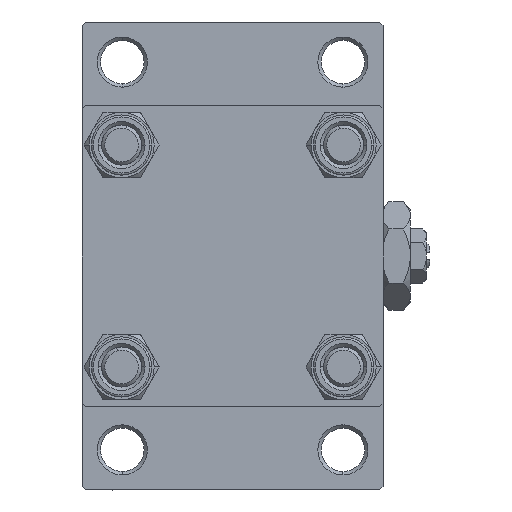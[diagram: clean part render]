
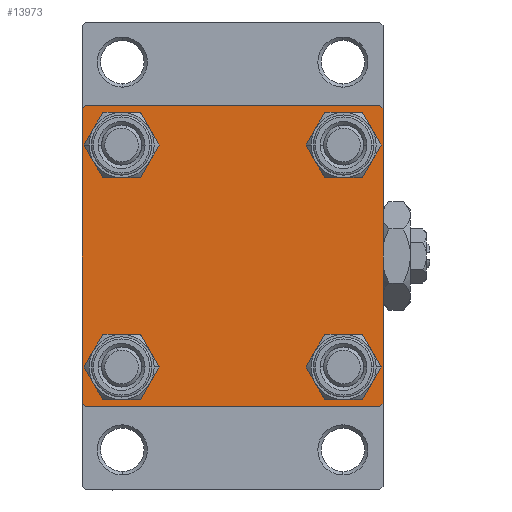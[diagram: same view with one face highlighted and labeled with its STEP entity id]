
A CAD part, left-side view. The second image highlights one B-rep face of the part: STEP entity #13973.
In plain terms, the highlighted planar face has unit normal (-1, 0, 0).
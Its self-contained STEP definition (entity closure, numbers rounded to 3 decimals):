
#320 = CARTESIAN_POINT ( 'NONE',  ( 0., -16.6, -16.6 ) ) ;
#1097 = CARTESIAN_POINT ( 'NONE',  ( 0., 16.6, -20.1 ) ) ;
#1507 = FACE_BOUND ( 'NONE', #18106, .T. ) ;
#1794 = DIRECTION ( 'NONE',  ( 0., 0.707, 0.707 ) ) ;
#2888 = CARTESIAN_POINT ( 'NONE',  ( 0., 22., 22.5 ) ) ;
#2965 = VERTEX_POINT ( 'NONE', #29747 ) ;
#3044 = CARTESIAN_POINT ( 'NONE',  ( 0., -22.5, -22. ) ) ;
#3188 = DIRECTION ( 'NONE',  ( 1., 0., 0. ) ) ;
#3223 = CARTESIAN_POINT ( 'NONE',  ( 0., 22.5, 22. ) ) ;
#4022 = LINE ( 'NONE', #14676, #40378 ) ;
#4226 = AXIS2_PLACEMENT_3D ( 'NONE', #44861, #3188, #18318 ) ;
#4328 = VERTEX_POINT ( 'NONE', #17751 ) ;
#4510 = VERTEX_POINT ( 'NONE', #30905 ) ;
#6567 = CARTESIAN_POINT ( 'NONE',  ( 0., -22.5, 22. ) ) ;
#6687 = AXIS2_PLACEMENT_3D ( 'NONE', #48999, #18214, #11031 ) ;
#6863 = DIRECTION ( 'NONE',  ( 0., 0., 1. ) ) ;
#7045 = DIRECTION ( 'NONE',  ( 0., 0., 1. ) ) ;
#7875 = CARTESIAN_POINT ( 'NONE',  ( 0., 16.6, -13.1 ) ) ;
#8184 = VERTEX_POINT ( 'NONE', #3044 ) ;
#8403 = EDGE_CURVE ( 'NONE', #15803, #2965, #28556, .T. ) ;
#8509 = VECTOR ( 'NONE', #14162, 1000. ) ;
#9430 = CIRCLE ( 'NONE', #21281, 3.5 ) ;
#9884 = EDGE_CURVE ( 'NONE', #12331, #4328, #39986, .T. ) ;
#9957 = CARTESIAN_POINT ( 'NONE',  ( 0., -22.25, 22.25 ) ) ;
#10062 = VERTEX_POINT ( 'NONE', #35959 ) ;
#10587 = DIRECTION ( 'NONE',  ( 1., 0., 0. ) ) ;
#10627 = ORIENTED_EDGE ( 'NONE', *, *, #9884, .T. ) ;
#10706 = CARTESIAN_POINT ( 'NONE',  ( 0., 22.25, -22.25 ) ) ;
#10716 = DIRECTION ( 'NONE',  ( 0., 0.707, -0.707 ) ) ;
#10830 = DIRECTION ( 'NONE',  ( 0., 0., 1. ) ) ;
#11031 = DIRECTION ( 'NONE',  ( 0., 0., 1. ) ) ;
#11083 = CARTESIAN_POINT ( 'NONE',  ( 0., -16.6, 16.6 ) ) ;
#11202 = LINE ( 'NONE', #10706, #38569 ) ;
#11416 = EDGE_CURVE ( 'NONE', #35321, #41430, #9430, .T. ) ;
#11625 = AXIS2_PLACEMENT_3D ( 'NONE', #320, #11971, #19657 ) ;
#11971 = DIRECTION ( 'NONE',  ( 1., 0., 0. ) ) ;
#12116 = ORIENTED_EDGE ( 'NONE', *, *, #13815, .T. ) ;
#12221 = ORIENTED_EDGE ( 'NONE', *, *, #16994, .T. ) ;
#12331 = VERTEX_POINT ( 'NONE', #6567 ) ;
#12681 = LINE ( 'NONE', #27809, #26141 ) ;
#12793 = ORIENTED_EDGE ( 'NONE', *, *, #11416, .T. ) ;
#12853 = VECTOR ( 'NONE', #45562, 1000. ) ;
#13802 = DIRECTION ( 'NONE',  ( 0., 0., 1. ) ) ;
#13815 = EDGE_CURVE ( 'NONE', #46436, #15803, #4022, .T. ) ;
#13943 = EDGE_CURVE ( 'NONE', #46436, #4328, #12681, .T. ) ;
#13973 = ADVANCED_FACE ( 'NONE', ( #1507, #45704, #30567, #26853, #20605 ), #44155, .T. ) ;
#14162 = DIRECTION ( 'NONE',  ( 0., -1., 0. ) ) ;
#14676 = CARTESIAN_POINT ( 'NONE',  ( 0., 22.25, 22.25 ) ) ;
#15532 = CARTESIAN_POINT ( 'NONE',  ( 0., -16.6, -13.1 ) ) ;
#15803 = VERTEX_POINT ( 'NONE', #3223 ) ;
#16713 = CIRCLE ( 'NONE', #41300, 3.5 ) ;
#16737 = ORIENTED_EDGE ( 'NONE', *, *, #43026, .T. ) ;
#16994 = EDGE_CURVE ( 'NONE', #38081, #35027, #16713, .T. ) ;
#17005 = EDGE_CURVE ( 'NONE', #27477, #27229, #35733, .T. ) ;
#17262 = VERTEX_POINT ( 'NONE', #38490 ) ;
#17384 = CARTESIAN_POINT ( 'NONE',  ( 0., 22.5, 22.5 ) ) ;
#17437 = CARTESIAN_POINT ( 'NONE',  ( 0., 16.6, 13.1 ) ) ;
#17751 = CARTESIAN_POINT ( 'NONE',  ( 0., -22., 22.5 ) ) ;
#18016 = VECTOR ( 'NONE', #32525, 1000. ) ;
#18036 = DIRECTION ( 'NONE',  ( 1., 0., 0. ) ) ;
#18106 = EDGE_LOOP ( 'NONE', ( #20483, #41497 ) ) ;
#18214 = DIRECTION ( 'NONE',  ( 1., 0., 0. ) ) ;
#18318 = DIRECTION ( 'NONE',  ( 0., 0., 1. ) ) ;
#18551 = ORIENTED_EDGE ( 'NONE', *, *, #19655, .T. ) ;
#19655 = EDGE_CURVE ( 'NONE', #35027, #38081, #29371, .T. ) ;
#19657 = DIRECTION ( 'NONE',  ( 0., 0., 1. ) ) ;
#20021 = ORIENTED_EDGE ( 'NONE', *, *, #41625, .T. ) ;
#20483 = ORIENTED_EDGE ( 'NONE', *, *, #35174, .T. ) ;
#20605 = FACE_OUTER_BOUND ( 'NONE', #36893, .T. ) ;
#21277 = DIRECTION ( 'NONE',  ( 0., 0., 1. ) ) ;
#21281 = AXIS2_PLACEMENT_3D ( 'NONE', #39869, #24732, #13802 ) ;
#23627 = EDGE_CURVE ( 'NONE', #17262, #8184, #38844, .T. ) ;
#23719 = ORIENTED_EDGE ( 'NONE', *, *, #42584, .T. ) ;
#24571 = DIRECTION ( 'NONE',  ( -1., 0., 0. ) ) ;
#24732 = DIRECTION ( 'NONE',  ( 1., 0., 0. ) ) ;
#25606 = CIRCLE ( 'NONE', #4226, 3.5 ) ;
#25829 = CARTESIAN_POINT ( 'NONE',  ( 0., 22.5, -22.5 ) ) ;
#25901 = CARTESIAN_POINT ( 'NONE',  ( 0., 16.6, 16.6 ) ) ;
#26033 = CARTESIAN_POINT ( 'NONE',  ( 0., -22.5, 22.5 ) ) ;
#26141 = VECTOR ( 'NONE', #39218, 1000. ) ;
#26853 = FACE_BOUND ( 'NONE', #36325, .T. ) ;
#27034 = AXIS2_PLACEMENT_3D ( 'NONE', #32925, #18036, #21277 ) ;
#27229 = VERTEX_POINT ( 'NONE', #42936 ) ;
#27477 = VERTEX_POINT ( 'NONE', #43539 ) ;
#27738 = AXIS2_PLACEMENT_3D ( 'NONE', #43912, #24571, #32263 ) ;
#27809 = CARTESIAN_POINT ( 'NONE',  ( 0., 22.5, 22.5 ) ) ;
#28371 = VECTOR ( 'NONE', #1794, 1000. ) ;
#28556 = LINE ( 'NONE', #17384, #18016 ) ;
#28944 = EDGE_CURVE ( 'NONE', #12331, #8184, #45391, .T. ) ;
#29371 = CIRCLE ( 'NONE', #27034, 3.5 ) ;
#29747 = CARTESIAN_POINT ( 'NONE',  ( 0., 22.5, -22. ) ) ;
#29801 = CIRCLE ( 'NONE', #11625, 3.5 ) ;
#30567 = FACE_BOUND ( 'NONE', #35764, .T. ) ;
#30905 = CARTESIAN_POINT ( 'NONE',  ( 0., 22., -22.5 ) ) ;
#31772 = EDGE_CURVE ( 'NONE', #39040, #10062, #25606, .T. ) ;
#32263 = DIRECTION ( 'NONE',  ( 0., 0., 1. ) ) ;
#32410 = ORIENTED_EDGE ( 'NONE', *, *, #31772, .T. ) ;
#32525 = DIRECTION ( 'NONE',  ( 0., 0., -1. ) ) ;
#32925 = CARTESIAN_POINT ( 'NONE',  ( 0., 16.6, -16.6 ) ) ;
#32950 = CIRCLE ( 'NONE', #44042, 3.5 ) ;
#34341 = VECTOR ( 'NONE', #41173, 1000. ) ;
#35027 = VERTEX_POINT ( 'NONE', #7875 ) ;
#35174 = EDGE_CURVE ( 'NONE', #27229, #27477, #38394, .T. ) ;
#35321 = VERTEX_POINT ( 'NONE', #36288 ) ;
#35733 = CIRCLE ( 'NONE', #42094, 3.5 ) ;
#35764 = EDGE_LOOP ( 'NONE', ( #18551, #12221 ) ) ;
#35841 = ORIENTED_EDGE ( 'NONE', *, *, #8403, .T. ) ;
#35959 = CARTESIAN_POINT ( 'NONE',  ( 0., 16.6, 20.1 ) ) ;
#36288 = CARTESIAN_POINT ( 'NONE',  ( 0., -16.6, -20.1 ) ) ;
#36325 = EDGE_LOOP ( 'NONE', ( #23719, #32410 ) ) ;
#36893 = EDGE_LOOP ( 'NONE', ( #35841, #16737, #20021, #40361, #44221, #10627, #45474, #12116 ) ) ;
#37737 = LINE ( 'NONE', #25829, #8509 ) ;
#38081 = VERTEX_POINT ( 'NONE', #1097 ) ;
#38355 = CARTESIAN_POINT ( 'NONE',  ( 0., -22.25, -22.25 ) ) ;
#38394 = CIRCLE ( 'NONE', #6687, 3.5 ) ;
#38490 = CARTESIAN_POINT ( 'NONE',  ( 0., -22., -22.5 ) ) ;
#38569 = VECTOR ( 'NONE', #41478, 1000. ) ;
#38844 = LINE ( 'NONE', #38355, #12853 ) ;
#39040 = VERTEX_POINT ( 'NONE', #17437 ) ;
#39076 = EDGE_CURVE ( 'NONE', #41430, #35321, #29801, .T. ) ;
#39218 = DIRECTION ( 'NONE',  ( 0., -1., 0. ) ) ;
#39869 = CARTESIAN_POINT ( 'NONE',  ( 0., -16.6, -16.6 ) ) ;
#39986 = LINE ( 'NONE', #9957, #28371 ) ;
#40361 = ORIENTED_EDGE ( 'NONE', *, *, #23627, .T. ) ;
#40378 = VECTOR ( 'NONE', #10716, 1000. ) ;
#41041 = DIRECTION ( 'NONE',  ( 1., 0., 0. ) ) ;
#41106 = DIRECTION ( 'NONE',  ( 1., 0., 0. ) ) ;
#41173 = DIRECTION ( 'NONE',  ( 0., 0., -1. ) ) ;
#41300 = AXIS2_PLACEMENT_3D ( 'NONE', #41603, #10587, #10830 ) ;
#41430 = VERTEX_POINT ( 'NONE', #15532 ) ;
#41478 = DIRECTION ( 'NONE',  ( 0., -0.707, -0.707 ) ) ;
#41497 = ORIENTED_EDGE ( 'NONE', *, *, #17005, .T. ) ;
#41603 = CARTESIAN_POINT ( 'NONE',  ( 0., 16.6, -16.6 ) ) ;
#41625 = EDGE_CURVE ( 'NONE', #4510, #17262, #37737, .T. ) ;
#42094 = AXIS2_PLACEMENT_3D ( 'NONE', #11083, #41106, #6863 ) ;
#42584 = EDGE_CURVE ( 'NONE', #10062, #39040, #32950, .T. ) ;
#42936 = CARTESIAN_POINT ( 'NONE',  ( 0., -16.6, 20.1 ) ) ;
#43026 = EDGE_CURVE ( 'NONE', #2965, #4510, #11202, .T. ) ;
#43539 = CARTESIAN_POINT ( 'NONE',  ( 0., -16.6, 13.1 ) ) ;
#43912 = CARTESIAN_POINT ( 'NONE',  ( 0., 0., 0. ) ) ;
#44042 = AXIS2_PLACEMENT_3D ( 'NONE', #25901, #41041, #7045 ) ;
#44155 = PLANE ( 'NONE',  #27738 ) ;
#44221 = ORIENTED_EDGE ( 'NONE', *, *, #28944, .F. ) ;
#44861 = CARTESIAN_POINT ( 'NONE',  ( 0., 16.6, 16.6 ) ) ;
#45391 = LINE ( 'NONE', #26033, #34341 ) ;
#45474 = ORIENTED_EDGE ( 'NONE', *, *, #13943, .F. ) ;
#45562 = DIRECTION ( 'NONE',  ( 0., -0.707, 0.707 ) ) ;
#45704 = FACE_BOUND ( 'NONE', #48977, .T. ) ;
#46436 = VERTEX_POINT ( 'NONE', #2888 ) ;
#48977 = EDGE_LOOP ( 'NONE', ( #49008, #12793 ) ) ;
#48999 = CARTESIAN_POINT ( 'NONE',  ( 0., -16.6, 16.6 ) ) ;
#49008 = ORIENTED_EDGE ( 'NONE', *, *, #39076, .T. ) ;
